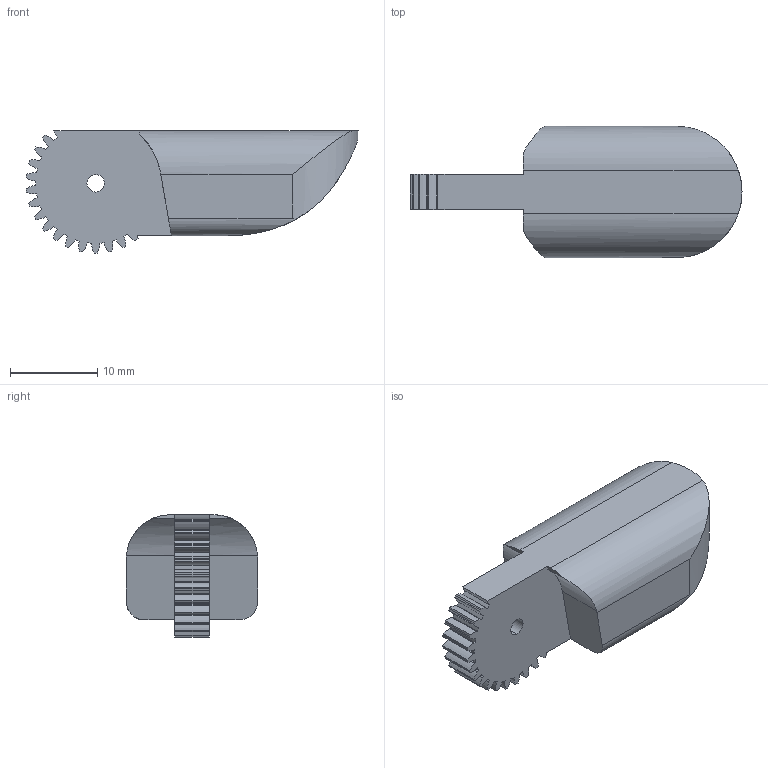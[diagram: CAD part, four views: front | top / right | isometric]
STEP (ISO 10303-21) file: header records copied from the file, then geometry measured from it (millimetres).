
FILE_DESCRIPTION (( 'STEP AP214' ), '1' );
FILE_NAME ('1.STEP', '2025-04-17T19:42:41', ( '' ), ( '' ), 'SwSTEP 2.0', 'SolidWorks 2023', '' );
FILE_SCHEMA (( 'AUTOMOTIVE_DESIGN' ));
Length unit declared in the file: millimetre
Products named in the file (1): 1
Bounding box: 37.97 x 15 x 14 mm (x, y, z)
Volume: 2586.7 mm3; surface area: 2493 mm2
Topology: 1 solids, 2 shells, 138 faces, 402 edges, 268 vertices
Faces by surface type: plane 75, cylinder 61, bspline 2
Entity records: 5369 total; most frequent: CARTESIAN_POINT 1637, ORIENTED_EDGE 804, DIRECTION 756, EDGE_CURVE 402, LINE 274, VECTOR 274, VERTEX_POINT 268, AXIS2_PLACEMENT_3D 241
